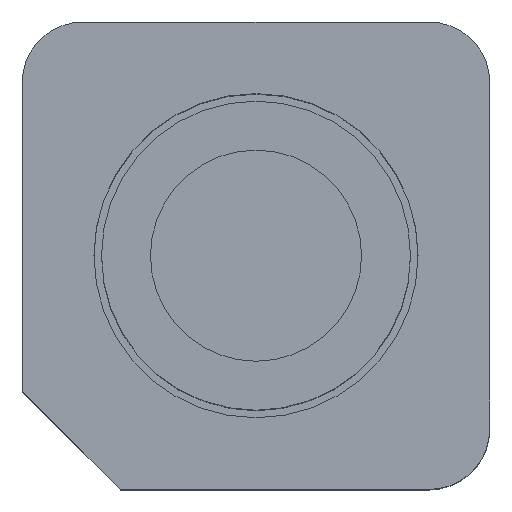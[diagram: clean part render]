
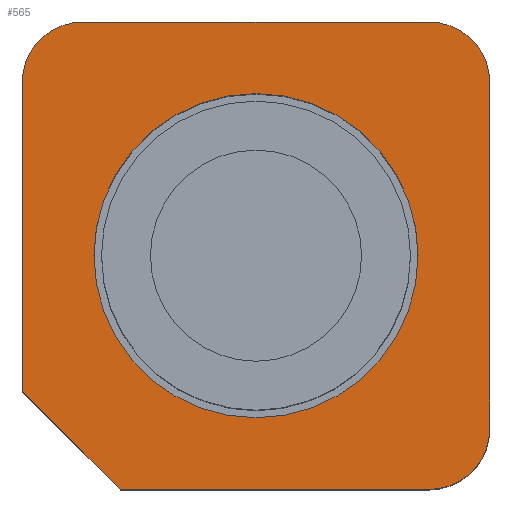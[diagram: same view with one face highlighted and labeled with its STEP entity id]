
A CAD part, top view. The second image highlights one B-rep face of the part: STEP entity #565.
In plain terms, the highlighted planar face has unit normal (0, 0, 1).
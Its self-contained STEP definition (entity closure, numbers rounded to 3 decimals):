
#67=FACE_BOUND('',#145,.T.);
#78=CIRCLE('',#616,2.15);
#79=CIRCLE('',#617,2.15);
#82=CIRCLE('',#624,0.8);
#83=CIRCLE('',#625,0.8);
#84=CIRCLE('',#626,0.8);
#116=FACE_OUTER_BOUND('',#144,.T.);
#144=EDGE_LOOP('',(#428,#429,#430,#431,#432,#433,#434,#435));
#145=EDGE_LOOP('',(#436,#437));
#182=LINE('',#910,#227);
#186=LINE('',#918,#231);
#189=LINE('',#924,#234);
#190=LINE('',#928,#235);
#191=LINE('',#932,#236);
#227=VECTOR('',#741,10.);
#231=VECTOR('',#747,10.);
#234=VECTOR('',#752,10.);
#235=VECTOR('',#755,10.);
#236=VECTOR('',#758,10.);
#269=VERTEX_POINT('',#897);
#270=VERTEX_POINT('',#898);
#273=VERTEX_POINT('',#908);
#274=VERTEX_POINT('',#909);
#277=VERTEX_POINT('',#917);
#279=VERTEX_POINT('',#923);
#280=VERTEX_POINT('',#925);
#281=VERTEX_POINT('',#927);
#282=VERTEX_POINT('',#929);
#283=VERTEX_POINT('',#931);
#323=EDGE_CURVE('',#269,#270,#78,.T.);
#324=EDGE_CURVE('',#270,#269,#79,.T.);
#328=EDGE_CURVE('',#273,#274,#182,.T.);
#332=EDGE_CURVE('',#277,#274,#186,.T.);
#335=EDGE_CURVE('',#273,#279,#189,.T.);
#336=EDGE_CURVE('',#280,#279,#82,.T.);
#337=EDGE_CURVE('',#280,#281,#190,.T.);
#338=EDGE_CURVE('',#282,#281,#83,.T.);
#339=EDGE_CURVE('',#282,#283,#191,.T.);
#340=EDGE_CURVE('',#277,#283,#84,.T.);
#428=ORIENTED_EDGE('',*,*,#328,.F.);
#429=ORIENTED_EDGE('',*,*,#335,.T.);
#430=ORIENTED_EDGE('',*,*,#336,.F.);
#431=ORIENTED_EDGE('',*,*,#337,.T.);
#432=ORIENTED_EDGE('',*,*,#338,.F.);
#433=ORIENTED_EDGE('',*,*,#339,.T.);
#434=ORIENTED_EDGE('',*,*,#340,.F.);
#435=ORIENTED_EDGE('',*,*,#332,.T.);
#436=ORIENTED_EDGE('',*,*,#323,.T.);
#437=ORIENTED_EDGE('',*,*,#324,.T.);
#493=PLANE('',#623);
#565=ADVANCED_FACE('',(#116,#67),#493,.T.);
#616=AXIS2_PLACEMENT_3D('',#899,#728,#729);
#617=AXIS2_PLACEMENT_3D('',#900,#730,#731);
#623=AXIS2_PLACEMENT_3D('',#922,#750,#751);
#624=AXIS2_PLACEMENT_3D('',#926,#753,#754);
#625=AXIS2_PLACEMENT_3D('',#930,#756,#757);
#626=AXIS2_PLACEMENT_3D('',#933,#759,#760);
#728=DIRECTION('center_axis',(0.,0.,-1.));
#729=DIRECTION('ref_axis',(1.,0.,0.));
#730=DIRECTION('center_axis',(0.,0.,-1.));
#731=DIRECTION('ref_axis',(1.,0.,0.));
#741=DIRECTION('',(-0.707,0.707,0.));
#747=DIRECTION('',(0.,-1.,0.));
#750=DIRECTION('center_axis',(0.,0.,1.));
#751=DIRECTION('ref_axis',(1.,0.,0.));
#752=DIRECTION('',(1.,0.,0.));
#753=DIRECTION('center_axis',(0.,0.,-1.));
#754=DIRECTION('ref_axis',(0.707,-0.707,0.));
#755=DIRECTION('',(0.,1.,0.));
#756=DIRECTION('center_axis',(0.,0.,-1.));
#757=DIRECTION('ref_axis',(0.707,0.707,0.));
#758=DIRECTION('',(-1.,0.,0.));
#759=DIRECTION('center_axis',(0.,0.,-1.));
#760=DIRECTION('ref_axis',(-0.707,0.707,0.));
#897=CARTESIAN_POINT('',(2.15,0.,4.8));
#898=CARTESIAN_POINT('',(-2.15,0.,4.8));
#899=CARTESIAN_POINT('Origin',(0.,0.,4.8));
#900=CARTESIAN_POINT('Origin',(0.,0.,4.8));
#908=CARTESIAN_POINT('',(-1.8,-3.1,4.8));
#909=CARTESIAN_POINT('',(-3.1,-1.8,4.8));
#910=CARTESIAN_POINT('',(-2.45,-2.45,4.8));
#917=CARTESIAN_POINT('',(-3.1,2.3,4.8));
#918=CARTESIAN_POINT('',(-3.1,3.1,4.8));
#922=CARTESIAN_POINT('Origin',(0.,0.,4.8));
#923=CARTESIAN_POINT('',(2.3,-3.1,4.8));
#924=CARTESIAN_POINT('',(-3.1,-3.1,4.8));
#925=CARTESIAN_POINT('',(3.1,-2.3,4.8));
#926=CARTESIAN_POINT('Origin',(2.3,-2.3,4.8));
#927=CARTESIAN_POINT('',(3.1,2.3,4.8));
#928=CARTESIAN_POINT('',(3.1,-3.1,4.8));
#929=CARTESIAN_POINT('',(2.3,3.1,4.8));
#930=CARTESIAN_POINT('Origin',(2.3,2.3,4.8));
#931=CARTESIAN_POINT('',(-2.3,3.1,4.8));
#932=CARTESIAN_POINT('',(3.1,3.1,4.8));
#933=CARTESIAN_POINT('Origin',(-2.3,2.3,4.8));
